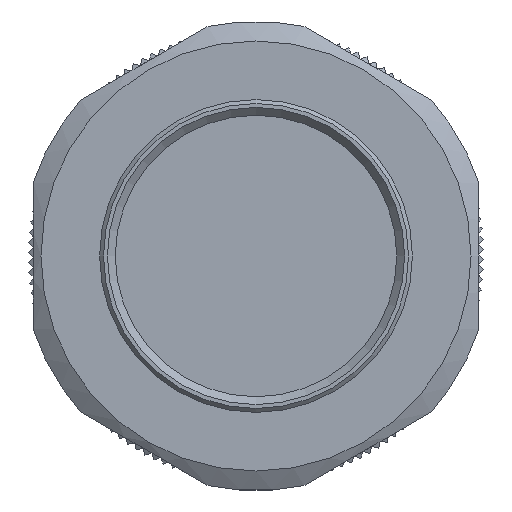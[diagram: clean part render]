
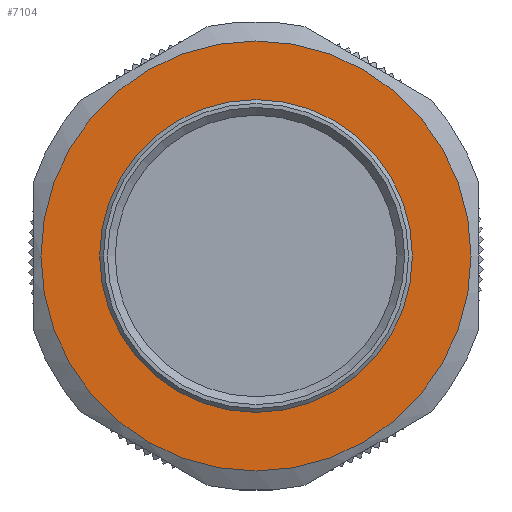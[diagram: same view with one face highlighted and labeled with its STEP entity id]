
A CAD part, front view. The second image highlights one B-rep face of the part: STEP entity #7104.
In plain terms, the highlighted planar face has unit normal (0, -1, 0).
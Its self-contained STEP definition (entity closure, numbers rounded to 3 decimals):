
#630=FACE_BOUND('',#2360,.T.);
#1897=FACE_OUTER_BOUND('',#2359,.T.);
#2359=EDGE_LOOP('',(#4773));
#2360=EDGE_LOOP('',(#4774));
#2825=CIRCLE('',#7614,19.5);
#2826=CIRCLE('',#7616,27.5);
#3022=VERTEX_POINT('',#9997);
#3023=VERTEX_POINT('',#10001);
#3658=EDGE_CURVE('',#3022,#3022,#2825,.T.);
#3660=EDGE_CURVE('',#3023,#3023,#2826,.T.);
#4773=ORIENTED_EDGE('',*,*,#3660,.F.);
#4774=ORIENTED_EDGE('',*,*,#3658,.T.);
#6792=PLANE('',#7615);
#7104=ADVANCED_FACE('',(#1897,#630),#6792,.T.);
#7614=AXIS2_PLACEMENT_3D('',#9998,#8350,#8351);
#7615=AXIS2_PLACEMENT_3D('',#10000,#8353,#8354);
#7616=AXIS2_PLACEMENT_3D('',#10002,#8355,#8356);
#8350=DIRECTION('center_axis',(0.,1.,0.));
#8351=DIRECTION('ref_axis',(-1.,0.,0.));
#8353=DIRECTION('center_axis',(0.,-1.,0.));
#8354=DIRECTION('ref_axis',(0.,0.,-1.));
#8355=DIRECTION('center_axis',(0.,1.,0.));
#8356=DIRECTION('ref_axis',(-1.,0.,0.));
#9997=CARTESIAN_POINT('',(274.322,-0.138,170.999));
#9998=CARTESIAN_POINT('Origin',(254.822,-0.138,170.999));
#10000=CARTESIAN_POINT('Origin',(230.572,-0.138,170.999));
#10001=CARTESIAN_POINT('',(282.322,-0.138,170.999));
#10002=CARTESIAN_POINT('Origin',(254.822,-0.138,170.999));
